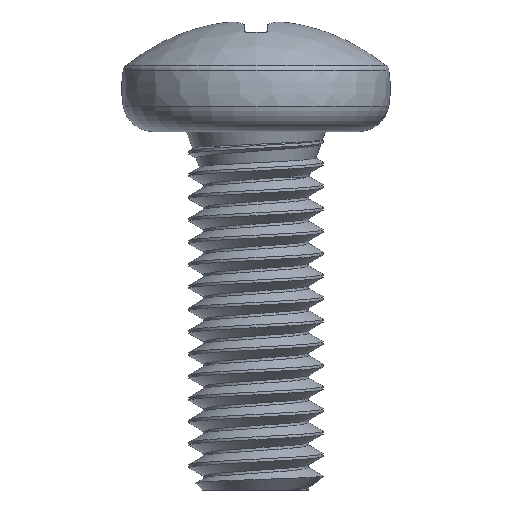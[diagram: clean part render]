
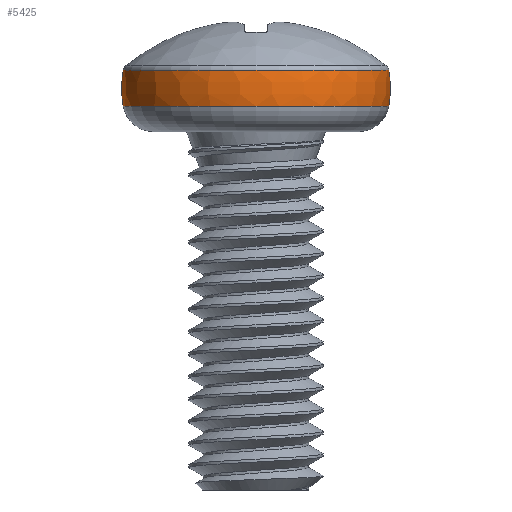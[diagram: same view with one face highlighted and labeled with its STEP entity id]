
A CAD part, left-side view. The second image highlights one B-rep face of the part: STEP entity #5425.
In plain terms, the highlighted toroidal (fillet/blend) face has major radius 0.71 mm and minor radius 2.29 mm.
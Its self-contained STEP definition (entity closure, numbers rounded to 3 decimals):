
#119 = CARTESIAN_POINT ( 'NONE',  ( 0., 0., 4.125 ) ) ;
#241 = DIRECTION ( 'NONE',  ( 1., 0., 0. ) ) ;
#477 = VERTEX_POINT ( 'NONE', #776 ) ;
#607 = AXIS2_PLACEMENT_3D ( 'NONE', #2460, #5630, #2926 ) ;
#776 = CARTESIAN_POINT ( 'NONE',  ( 0., 2.964, 4.125 ) ) ;
#1062 = EDGE_CURVE ( 'NONE', #477, #2879, #3904, .T. ) ;
#1277 = CIRCLE ( 'NONE', #607, 2.964 ) ;
#1564 = CARTESIAN_POINT ( 'NONE',  ( 0., -0.71, 3.721 ) ) ;
#1827 = CARTESIAN_POINT ( 'NONE',  ( 0., -2.964, 3.316 ) ) ;
#1914 = DIRECTION ( 'NONE',  ( 0., -1., 0. ) ) ;
#1928 = TOROIDAL_SURFACE ( 'NONE', #3358, 0.71, 2.29 ) ;
#1986 = CARTESIAN_POINT ( 'NONE',  ( 0., 0., 3.721 ) ) ;
#2123 = CIRCLE ( 'NONE', #3550, 2.29 ) ;
#2287 = CIRCLE ( 'NONE', #4506, 2.29 ) ;
#2378 = VERTEX_POINT ( 'NONE', #2486 ) ;
#2422 = DIRECTION ( 'NONE',  ( 0., 0., 1. ) ) ;
#2457 = EDGE_CURVE ( 'NONE', #2378, #477, #2123, .T. ) ;
#2460 = CARTESIAN_POINT ( 'NONE',  ( 0., 0., 3.316 ) ) ;
#2486 = CARTESIAN_POINT ( 'NONE',  ( 0., 2.964, 3.316 ) ) ;
#2879 = VERTEX_POINT ( 'NONE', #3264 ) ;
#2926 = DIRECTION ( 'NONE',  ( 0., -1., 0. ) ) ;
#3022 = ORIENTED_EDGE ( 'NONE', *, *, #4700, .T. ) ;
#3264 = CARTESIAN_POINT ( 'NONE',  ( 0., -2.964, 4.125 ) ) ;
#3341 = ORIENTED_EDGE ( 'NONE', *, *, #5508, .T. ) ;
#3358 = AXIS2_PLACEMENT_3D ( 'NONE', #1986, #2422, #5668 ) ;
#3550 = AXIS2_PLACEMENT_3D ( 'NONE', #4415, #241, #4828 ) ;
#3904 = CIRCLE ( 'NONE', #5416, 2.964 ) ;
#3941 = ORIENTED_EDGE ( 'NONE', *, *, #1062, .F. ) ;
#4165 = EDGE_LOOP ( 'NONE', ( #4273, #3341, #3022, #3941 ) ) ;
#4259 = DIRECTION ( 'NONE',  ( 0., 0., 1. ) ) ;
#4273 = ORIENTED_EDGE ( 'NONE', *, *, #2457, .F. ) ;
#4415 = CARTESIAN_POINT ( 'NONE',  ( 0., 0.71, 3.721 ) ) ;
#4506 = AXIS2_PLACEMENT_3D ( 'NONE', #1564, #5185, #4259 ) ;
#4688 = FACE_OUTER_BOUND ( 'NONE', #4165, .T. ) ;
#4700 = EDGE_CURVE ( 'NONE', #4957, #2879, #2287, .T. ) ;
#4828 = DIRECTION ( 'NONE',  ( 0., 1., 0. ) ) ;
#4957 = VERTEX_POINT ( 'NONE', #1827 ) ;
#5185 = DIRECTION ( 'NONE',  ( -1., 0., 0. ) ) ;
#5416 = AXIS2_PLACEMENT_3D ( 'NONE', #119, #5541, #1914 ) ;
#5425 = ADVANCED_FACE ( 'NONE', ( #4688 ), #1928, .T. ) ;
#5508 = EDGE_CURVE ( 'NONE', #2378, #4957, #1277, .T. ) ;
#5541 = DIRECTION ( 'NONE',  ( 0., 0., 1. ) ) ;
#5630 = DIRECTION ( 'NONE',  ( 0., 0., 1. ) ) ;
#5668 = DIRECTION ( 'NONE',  ( 0., -1., 0. ) ) ;
